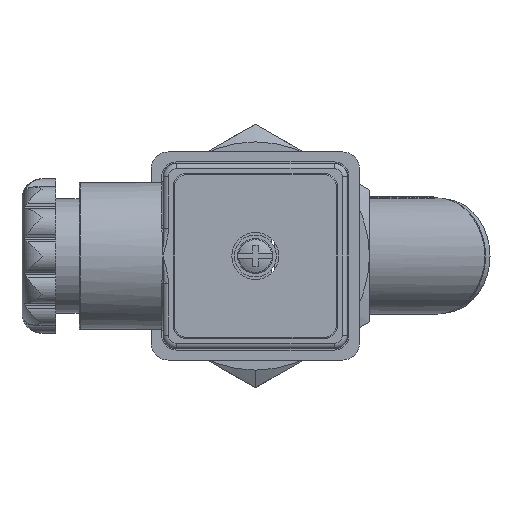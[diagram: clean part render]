
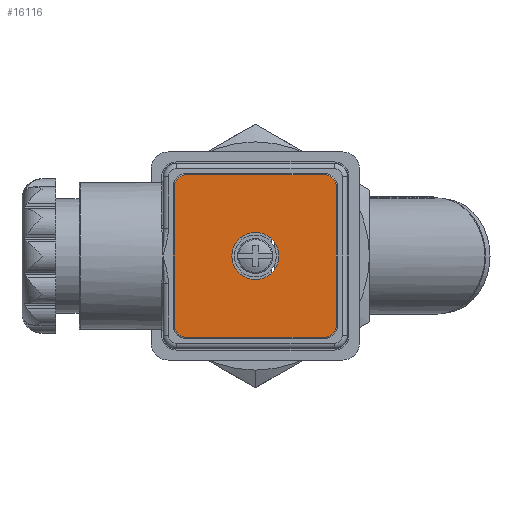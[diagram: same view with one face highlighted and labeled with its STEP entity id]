
A CAD part, left-side view. The second image highlights one B-rep face of the part: STEP entity #16116.
In plain terms, the highlighted planar face has unit normal (-1, 0, 0).
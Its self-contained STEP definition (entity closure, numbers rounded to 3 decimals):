
#15 = CARTESIAN_POINT ( 'NONE',  ( -51.9, 10.25, -10.3 ) ) ;
#184 = VERTEX_POINT ( 'NONE', #18583 ) ;
#984 = LINE ( 'NONE', #9216, #23617 ) ;
#988 = CARTESIAN_POINT ( 'NONE',  ( -51.9, 10.25, 12.1 ) ) ;
#1191 = CARTESIAN_POINT ( 'NONE',  ( -51.9, -10.25, 12.1 ) ) ;
#2182 = CARTESIAN_POINT ( 'NONE',  ( -51.9, 10.25, -12.1 ) ) ;
#2191 = CARTESIAN_POINT ( 'NONE',  ( -51.9, -10.25, 10.3 ) ) ;
#3018 = DIRECTION ( 'NONE',  ( -1., 0., 0. ) ) ;
#3090 = VECTOR ( 'NONE', #25201, 1000. ) ;
#3576 = DIRECTION ( 'NONE',  ( -1., 0., 0. ) ) ;
#3759 = LINE ( 'NONE', #13945, #13302 ) ;
#4228 = CIRCLE ( 'NONE', #13815, 1.8 ) ;
#4524 = VERTEX_POINT ( 'NONE', #32115 ) ;
#4806 = EDGE_CURVE ( 'NONE', #25421, #4524, #3759, .T. ) ;
#4971 = DIRECTION ( 'NONE',  ( 0., 0., -1. ) ) ;
#5781 = EDGE_CURVE ( 'NONE', #31005, #24256, #4228, .T. ) ;
#5986 = CARTESIAN_POINT ( 'NONE',  ( -51.9, 10.25, 12.1 ) ) ;
#6048 = DIRECTION ( 'NONE',  ( 0., 0., -1. ) ) ;
#7499 = EDGE_CURVE ( 'NONE', #4524, #27983, #29517, .T. ) ;
#7657 = CARTESIAN_POINT ( 'NONE',  ( -51.9, 13.75, -13.8 ) ) ;
#7688 = EDGE_CURVE ( 'NONE', #28624, #25421, #22559, .T. ) ;
#7742 = EDGE_CURVE ( 'NONE', #24256, #28624, #984, .T. ) ;
#7942 = CARTESIAN_POINT ( 'NONE',  ( -51.9, -10.25, -10.3 ) ) ;
#9167 = FACE_OUTER_BOUND ( 'NONE', #25841, .T. ) ;
#9216 = CARTESIAN_POINT ( 'NONE',  ( -51.9, 12.05, -10.3 ) ) ;
#9556 = LINE ( 'NONE', #17519, #3090 ) ;
#10035 = CIRCLE ( 'NONE', #30824, 3.5 ) ;
#10247 = ORIENTED_EDGE ( 'NONE', *, *, #5781, .T. ) ;
#10319 = VERTEX_POINT ( 'NONE', #31830 ) ;
#10335 = CARTESIAN_POINT ( 'NONE',  ( -51.9, -12.05, -10.3 ) ) ;
#11045 = VECTOR ( 'NONE', #28768, 1000. ) ;
#11103 = VERTEX_POINT ( 'NONE', #24545 ) ;
#11229 = DIRECTION ( 'NONE',  ( -1., 0., 0. ) ) ;
#11414 = CARTESIAN_POINT ( 'NONE',  ( -51.9, 0., 0. ) ) ;
#12086 = DIRECTION ( 'NONE',  ( 0., 0., -1. ) ) ;
#12331 = EDGE_CURVE ( 'NONE', #11103, #10319, #26519, .T. ) ;
#12860 = EDGE_LOOP ( 'NONE', ( #26912, #22980 ) ) ;
#13087 = DIRECTION ( 'NONE',  ( -1., 0., 0. ) ) ;
#13302 = VECTOR ( 'NONE', #24095, 1000. ) ;
#13815 = AXIS2_PLACEMENT_3D ( 'NONE', #21575, #31812, #14271 ) ;
#13945 = CARTESIAN_POINT ( 'NONE',  ( -51.9, -10.25, -12.1 ) ) ;
#14041 = LINE ( 'NONE', #988, #11045 ) ;
#14271 = DIRECTION ( 'NONE',  ( 0., 0., -1. ) ) ;
#14763 = ORIENTED_EDGE ( 'NONE', *, *, #32351, .T. ) ;
#14831 = ORIENTED_EDGE ( 'NONE', *, *, #21092, .T. ) ;
#14910 = DIRECTION ( 'NONE',  ( -1., 0., 0. ) ) ;
#15877 = DIRECTION ( 'NONE',  ( 0., 0., 1. ) ) ;
#16116 = ADVANCED_FACE ( 'NONE', ( #16636, #9167 ), #19303, .F. ) ;
#16636 = FACE_BOUND ( 'NONE', #12860, .T. ) ;
#17519 = CARTESIAN_POINT ( 'NONE',  ( -51.9, -12.05, 10.3 ) ) ;
#18583 = CARTESIAN_POINT ( 'NONE',  ( -51.9, -12.05, 10.3 ) ) ;
#19303 = PLANE ( 'NONE',  #20409 ) ;
#20401 = AXIS2_PLACEMENT_3D ( 'NONE', #15, #11229, #6048 ) ;
#20409 = AXIS2_PLACEMENT_3D ( 'NONE', #7657, #32378, #4971 ) ;
#21092 = EDGE_CURVE ( 'NONE', #27983, #184, #9556, .T. ) ;
#21325 = CARTESIAN_POINT ( 'NONE',  ( -51.9, 12.05, -10.3 ) ) ;
#21575 = CARTESIAN_POINT ( 'NONE',  ( -51.9, 10.25, 10.3 ) ) ;
#22559 = CIRCLE ( 'NONE', #20401, 1.8 ) ;
#22980 = ORIENTED_EDGE ( 'NONE', *, *, #12331, .F. ) ;
#23617 = VECTOR ( 'NONE', #31939, 1000. ) ;
#23637 = VERTEX_POINT ( 'NONE', #1191 ) ;
#23898 = ORIENTED_EDGE ( 'NONE', *, *, #4806, .T. ) ;
#24095 = DIRECTION ( 'NONE',  ( 0., -1., 0. ) ) ;
#24166 = CARTESIAN_POINT ( 'NONE',  ( -51.9, 12.05, 10.3 ) ) ;
#24205 = ORIENTED_EDGE ( 'NONE', *, *, #7499, .T. ) ;
#24256 = VERTEX_POINT ( 'NONE', #24166 ) ;
#24545 = CARTESIAN_POINT ( 'NONE',  ( -51.9, 0., -3.5 ) ) ;
#24915 = AXIS2_PLACEMENT_3D ( 'NONE', #25911, #3018, #15877 ) ;
#25201 = DIRECTION ( 'NONE',  ( 0., 0., 1. ) ) ;
#25421 = VERTEX_POINT ( 'NONE', #2182 ) ;
#25841 = EDGE_LOOP ( 'NONE', ( #28238, #29682, #23898, #24205, #14831, #32898, #14763, #10247 ) ) ;
#25911 = CARTESIAN_POINT ( 'NONE',  ( -51.9, 0., 0. ) ) ;
#26086 = EDGE_CURVE ( 'NONE', #184, #23637, #29139, .T. ) ;
#26106 = DIRECTION ( 'NONE',  ( 0., 0., -1. ) ) ;
#26304 = AXIS2_PLACEMENT_3D ( 'NONE', #7942, #13087, #26106 ) ;
#26519 = CIRCLE ( 'NONE', #24915, 3.5 ) ;
#26912 = ORIENTED_EDGE ( 'NONE', *, *, #32066, .F. ) ;
#27983 = VERTEX_POINT ( 'NONE', #10335 ) ;
#28238 = ORIENTED_EDGE ( 'NONE', *, *, #7742, .T. ) ;
#28624 = VERTEX_POINT ( 'NONE', #21325 ) ;
#28768 = DIRECTION ( 'NONE',  ( 0., 1., 0. ) ) ;
#29139 = CIRCLE ( 'NONE', #29676, 1.8 ) ;
#29517 = CIRCLE ( 'NONE', #26304, 1.8 ) ;
#29676 = AXIS2_PLACEMENT_3D ( 'NONE', #2191, #14910, #12086 ) ;
#29682 = ORIENTED_EDGE ( 'NONE', *, *, #7688, .T. ) ;
#30824 = AXIS2_PLACEMENT_3D ( 'NONE', #11414, #3576, #32123 ) ;
#31005 = VERTEX_POINT ( 'NONE', #5986 ) ;
#31812 = DIRECTION ( 'NONE',  ( -1., 0., 0. ) ) ;
#31830 = CARTESIAN_POINT ( 'NONE',  ( -51.9, 0., 3.5 ) ) ;
#31939 = DIRECTION ( 'NONE',  ( 0., 0., -1. ) ) ;
#32066 = EDGE_CURVE ( 'NONE', #10319, #11103, #10035, .T. ) ;
#32115 = CARTESIAN_POINT ( 'NONE',  ( -51.9, -10.25, -12.1 ) ) ;
#32123 = DIRECTION ( 'NONE',  ( 0., 0., 1. ) ) ;
#32351 = EDGE_CURVE ( 'NONE', #23637, #31005, #14041, .T. ) ;
#32378 = DIRECTION ( 'NONE',  ( 1., 0., 0. ) ) ;
#32898 = ORIENTED_EDGE ( 'NONE', *, *, #26086, .T. ) ;
